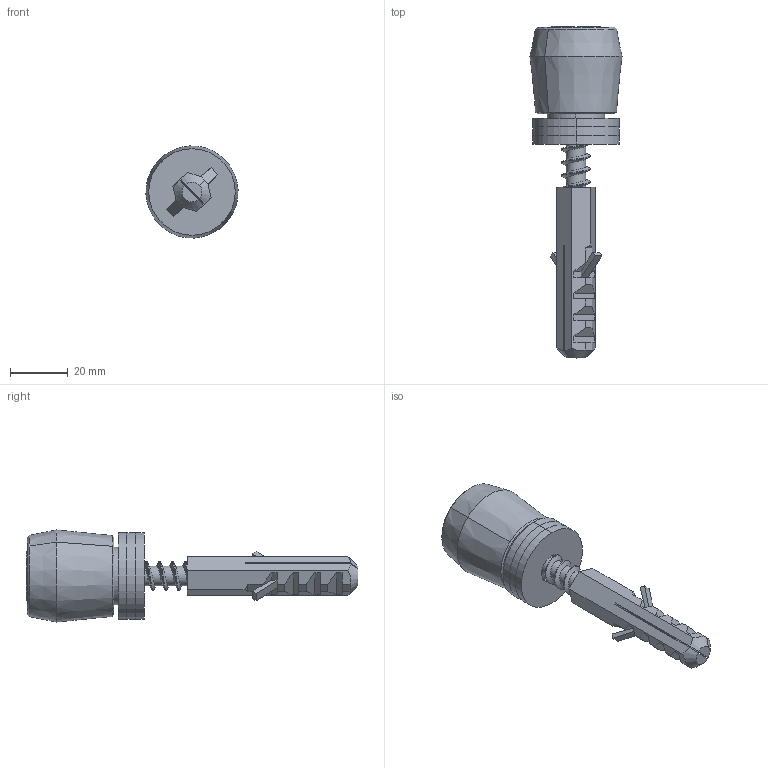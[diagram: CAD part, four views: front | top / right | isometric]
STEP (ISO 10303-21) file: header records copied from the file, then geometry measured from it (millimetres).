
FILE_DESCRIPTION (( 'STEP AP214' ), '1' );
FILE_NAME ('1.34.M58.STEP', '2017-02-01T11:34:45', ( '' ), ( '' ), 'SwSTEP 2.0', 'SolidWorks 2015', '' );
FILE_SCHEMA (( 'AUTOMOTIVE_DESIGN' ));
Length unit declared in the file: millimetre
Products named in the file (7): a.dagres_WASHER 10201; a.dagres_SPACER; a.dagres_OUPA D12; 1.34.M58; a.dagres_WASHER 30103; a.dagres_STRRIFONI D10 KATSAVIDI; a.dagres_M48   ROLLER
Assembly tree (8 placements, depth 2):
  1.34.M58
    a.dagres_OUPA D12
    a.dagres_SPACER
    a.dagres_STRRIFONI D10 KATSAVIDI
    a.dagres_WASHER 10201
    a.dagres_WASHER 30103  x3
    a.dagres_M48   ROLLER
Bounding box: 31.96 x 115.2 x 31.96 mm (x, y, z)
Volume: 31620.4 mm3; surface area: 20283.5 mm2
Topology: 8 solids, 8 shells, 156 faces, 405 edges, 264 vertices
Faces by surface type: plane 84, cylinder 51, cone 18, bspline 3
Entity records: 8449 total; most frequent: CARTESIAN_POINT 4756, ORIENTED_EDGE 758, DIRECTION 659, EDGE_CURVE 379, VERTEX_POINT 248, VECTOR 225, LINE 225, AXIS2_PLACEMENT_3D 217
